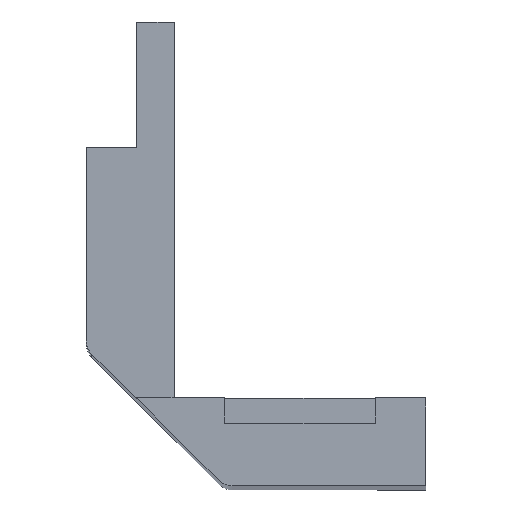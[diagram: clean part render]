
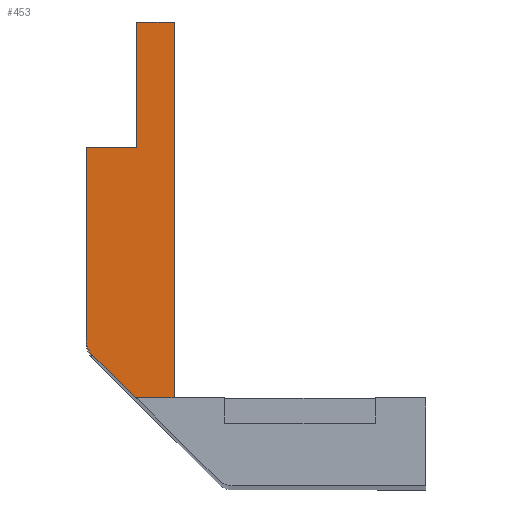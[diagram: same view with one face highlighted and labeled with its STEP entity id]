
A CAD part, top view. The second image highlights one B-rep face of the part: STEP entity #453.
In plain terms, the highlighted planar face has unit normal (0, 0, 1).
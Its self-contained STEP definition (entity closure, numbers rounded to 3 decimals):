
#128 = LINE ( 'NONE', #1350, #450 ) ;
#148 = CARTESIAN_POINT ( 'NONE',  ( 0., 0., 41.55 ) ) ;
#152 = DIRECTION ( 'NONE',  ( 0., -1., 0. ) ) ;
#175 = EDGE_CURVE ( 'NONE', #1001, #542, #1444, .T. ) ;
#185 = EDGE_CURVE ( 'NONE', #332, #1554, #381, .T. ) ;
#220 = EDGE_CURVE ( 'NONE', #1359, #542, #1457, .T. ) ;
#259 = VERTEX_POINT ( 'NONE', #148 ) ;
#300 = ORIENTED_EDGE ( 'NONE', *, *, #1447, .F. ) ;
#303 = ORIENTED_EDGE ( 'NONE', *, *, #175, .T. ) ;
#328 = CARTESIAN_POINT ( 'NONE',  ( -7., 20., 41.55 ) ) ;
#332 = VERTEX_POINT ( 'NONE', #1163 ) ;
#357 = ORIENTED_EDGE ( 'NONE', *, *, #1312, .F. ) ;
#381 = LINE ( 'NONE', #953, #1512 ) ;
#387 = CARTESIAN_POINT ( 'NONE',  ( -195.898, 20., 41.55 ) ) ;
#411 = LINE ( 'NONE', #1234, #1569 ) ;
#439 = ORIENTED_EDGE ( 'NONE', *, *, #220, .F. ) ;
#444 = DIRECTION ( 'NONE',  ( -0.707, 0.707, 0. ) ) ;
#450 = VECTOR ( 'NONE', #610, 1000. ) ;
#453 = ADVANCED_FACE ( 'NONE', ( #1369 ), #1364, .F. ) ;
#504 = CARTESIAN_POINT ( 'NONE',  ( -3., 20., 41.55 ) ) ;
#508 = DIRECTION ( 'NONE',  ( 1., 0., 0. ) ) ;
#532 = ORIENTED_EDGE ( 'NONE', *, *, #787, .F. ) ;
#542 = VERTEX_POINT ( 'NONE', #328 ) ;
#562 = CARTESIAN_POINT ( 'NONE',  ( -6.561, 3.561, 41.55 ) ) ;
#610 = DIRECTION ( 'NONE',  ( 0., 1., 0. ) ) ;
#660 = EDGE_LOOP ( 'NONE', ( #532, #823, #1116, #303, #439, #357, #300, #1245 ) ) ;
#685 = VERTEX_POINT ( 'NONE', #1229 ) ;
#741 = CARTESIAN_POINT ( 'NONE',  ( -7., 30., 41.55 ) ) ;
#787 = EDGE_CURVE ( 'NONE', #332, #259, #411, .T. ) ;
#823 = ORIENTED_EDGE ( 'NONE', *, *, #185, .T. ) ;
#837 = DIRECTION ( 'NONE',  ( -1., 0., 0. ) ) ;
#857 = VERTEX_POINT ( 'NONE', #562 ) ;
#877 = CARTESIAN_POINT ( 'NONE',  ( 3., 0., 41.55 ) ) ;
#886 = VECTOR ( 'NONE', #1334, 1000. ) ;
#893 = DIRECTION ( 'NONE',  ( 0., 0., -1. ) ) ;
#896 = VECTOR ( 'NONE', #1365, 1000. ) ;
#900 = CARTESIAN_POINT ( 'NONE',  ( -3., 30., 41.55 ) ) ;
#903 = CARTESIAN_POINT ( 'NONE',  ( -7., 4., 41.55 ) ) ;
#953 = CARTESIAN_POINT ( 'NONE',  ( 3., 30., 41.55 ) ) ;
#995 = CARTESIAN_POINT ( 'NONE',  ( 3., 30., 41.55 ) ) ;
#1001 = VERTEX_POINT ( 'NONE', #504 ) ;
#1053 = DIRECTION ( 'NONE',  ( 1., 0., 0. ) ) ;
#1054 = CIRCLE ( 'NONE', #1416, 1.5 ) ;
#1056 = EDGE_CURVE ( 'NONE', #1001, #1554, #128, .T. ) ;
#1085 = CARTESIAN_POINT ( 'NONE',  ( -7., 4.621, 41.55 ) ) ;
#1116 = ORIENTED_EDGE ( 'NONE', *, *, #1056, .F. ) ;
#1147 = LINE ( 'NONE', #903, #1150 ) ;
#1150 = VECTOR ( 'NONE', #444, 1000. ) ;
#1163 = CARTESIAN_POINT ( 'NONE',  ( 0., 30., 41.55 ) ) ;
#1185 = DIRECTION ( 'NONE',  ( 0., 0., -1. ) ) ;
#1187 = EDGE_CURVE ( 'NONE', #259, #685, #1491, .T. ) ;
#1229 = CARTESIAN_POINT ( 'NONE',  ( -3., 0., 41.55 ) ) ;
#1234 = CARTESIAN_POINT ( 'NONE',  ( 0., 0., 41.55 ) ) ;
#1245 = ORIENTED_EDGE ( 'NONE', *, *, #1187, .F. ) ;
#1312 = EDGE_CURVE ( 'NONE', #857, #1359, #1054, .T. ) ;
#1324 = DIRECTION ( 'NONE',  ( 0., 1., 0. ) ) ;
#1334 = DIRECTION ( 'NONE',  ( -1., 0., 0. ) ) ;
#1350 = CARTESIAN_POINT ( 'NONE',  ( -3., 20., 41.55 ) ) ;
#1352 = VECTOR ( 'NONE', #1324, 1000. ) ;
#1359 = VERTEX_POINT ( 'NONE', #1085 ) ;
#1364 = PLANE ( 'NONE',  #1438 ) ;
#1365 = DIRECTION ( 'NONE',  ( -1., 0., 0. ) ) ;
#1369 = FACE_OUTER_BOUND ( 'NONE', #660, .T. ) ;
#1407 = CARTESIAN_POINT ( 'NONE',  ( -5.5, 4.621, 41.55 ) ) ;
#1416 = AXIS2_PLACEMENT_3D ( 'NONE', #1407, #1185, #1053 ) ;
#1438 = AXIS2_PLACEMENT_3D ( 'NONE', #995, #893, #508 ) ;
#1444 = LINE ( 'NONE', #387, #886 ) ;
#1447 = EDGE_CURVE ( 'NONE', #685, #857, #1147, .T. ) ;
#1457 = LINE ( 'NONE', #741, #1352 ) ;
#1491 = LINE ( 'NONE', #877, #896 ) ;
#1512 = VECTOR ( 'NONE', #837, 1000. ) ;
#1554 = VERTEX_POINT ( 'NONE', #900 ) ;
#1569 = VECTOR ( 'NONE', #152, 1000. ) ;
